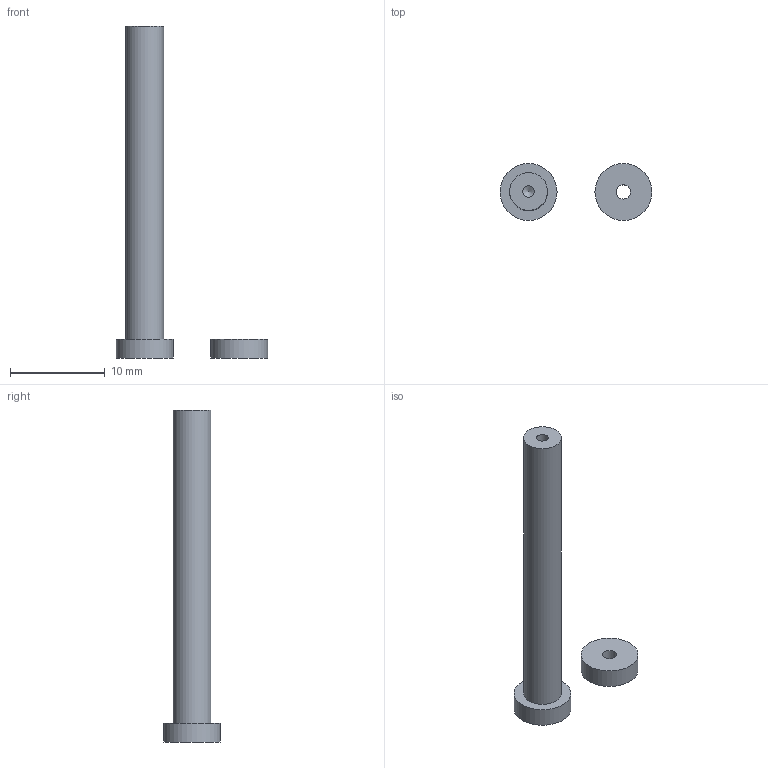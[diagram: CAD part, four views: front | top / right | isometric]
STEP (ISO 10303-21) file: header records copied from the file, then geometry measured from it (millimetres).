
FILE_DESCRIPTION(/* description */ (''),/* implementation_level */ '2;1');
FILE_NAME(/* name */ 'CagePin v4.step',/* time_stamp */ '2024-02-12T16:40:32+01:00',/* author */ (''),/* organization */ (''),/* preprocessor_version */ 'ST-DEVELOPER v20',/* originating_system */ 'Autodesk Translation Framework v12.20.1.177',/* authorisation */ '');
FILE_SCHEMA (('AUTOMOTIVE_DESIGN { 1 0 10303 214 3 1 1 }'));
Length unit declared in the file: millimetre
Products named in the file (1): CagePin
Bounding box: 16 x 6 x 35 mm (x, y, z)
Volume: 512.8 mm3; surface area: 647 mm2
Topology: 2 solids, 2 shells, 11 faces, 17 edges, 11 vertices
Faces by surface type: cylinder 5, plane 5, cone 1
Full cylindrical faces by diameter (mm): 1.2 x1, 1.5 x1, 4 x1, 6 x2
Entity records: 284 total; most frequent: DIRECTION 50, CARTESIAN_POINT 39, ORIENTED_EDGE 32, AXIS2_PLACEMENT_3D 22, EDGE_CURVE 16, EDGE_LOOP 15, FACE_OUTER_BOUND 11, VERTEX_POINT 11
